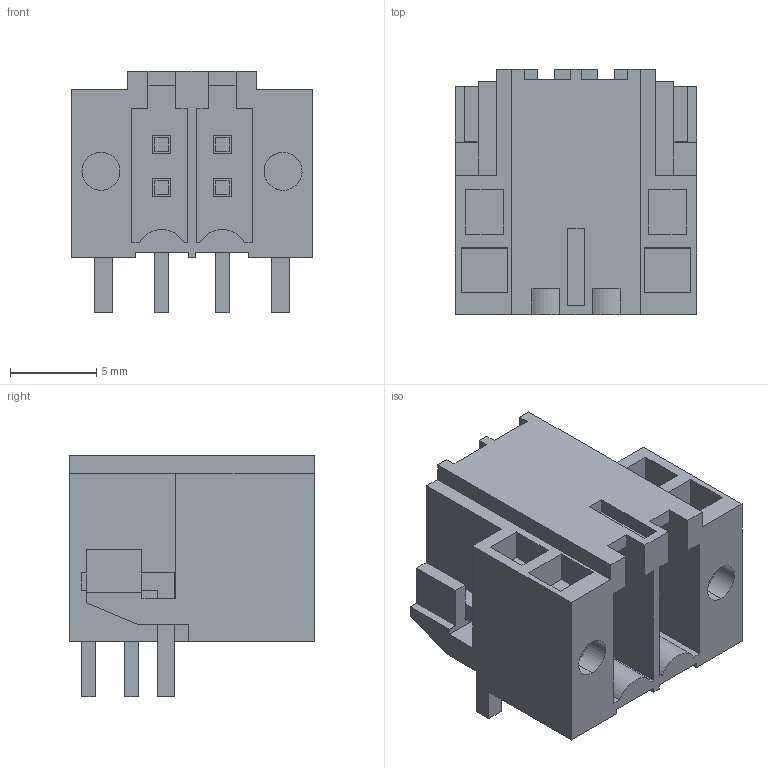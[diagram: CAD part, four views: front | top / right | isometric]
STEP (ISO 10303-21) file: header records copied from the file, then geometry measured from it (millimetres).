
FILE_DESCRIPTION(('CATIA V5 STEP Exchange','CAx-IF Rec.Pracs.--- Model Styling and Organization---1.4--- 2014-01-23'),'2;1');
FILE_NAME ('D1450638_1', '2021-06-25T07:37:55+00:00', ('none'), ('Weidmueller'), 'CATIA Version 5-6 Release 2016 SP3 HF44', 'CATIA V5 STEP AP214', 'none');
FILE_SCHEMA(('AUTOMOTIVE_DESIGN { 1 0 10303 214 1 1 1 1 }'));
Length unit declared in the file: millimetre
Products named in the file (1): 1289450000
Bounding box: 14 x 14.2 x 14 mm (x, y, z)
Volume: 1169.1 mm3; surface area: 2184.2 mm2
Topology: 7 solids, 7 shells, 246 faces, 690 edges, 463 vertices
Faces by surface type: plane 238, cylinder 8
Entity records: 7791 total; most frequent: ORIENTED_EDGE 1380, CARTESIAN_POINT 1379, DIRECTION 1083, EDGE_CURVE 690, VECTOR 672, LINE 672, VERTEX_POINT 463, EDGE_LOOP 263
